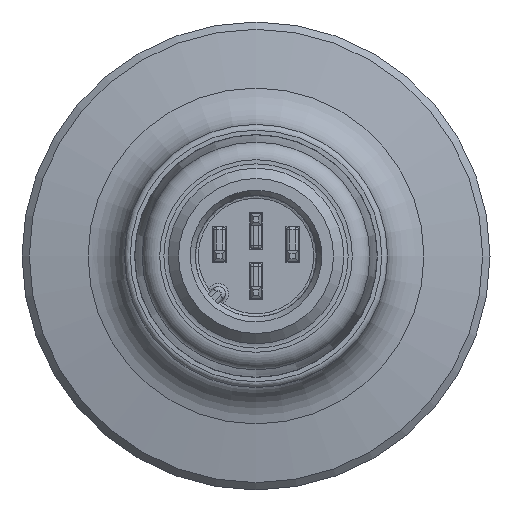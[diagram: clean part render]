
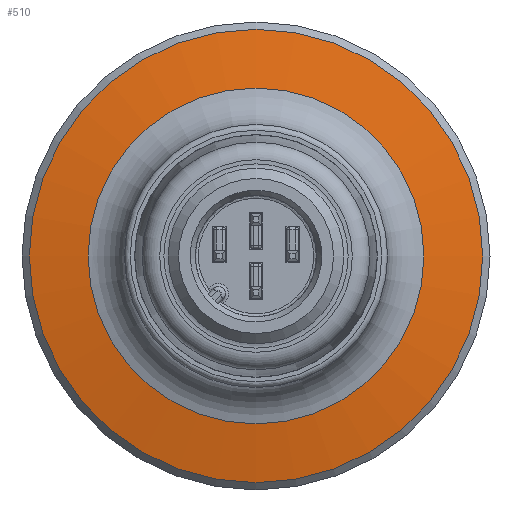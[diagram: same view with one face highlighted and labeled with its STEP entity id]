
A CAD part, front view. The second image highlights one B-rep face of the part: STEP entity #510.
In plain terms, the highlighted conical face has half-angle 80 degrees and reference radius 15.5 mm.
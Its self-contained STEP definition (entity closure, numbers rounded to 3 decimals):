
#510 = ADVANCED_FACE( '', ( #1125, #1126 ), #1127, .T. );
#1125 = FACE_BOUND( '', #1841, .T. );
#1126 = FACE_OUTER_BOUND( '', #1842, .T. );
#1127 = CONICAL_SURFACE( '', #1843, 15.5, 1.396 );
#1841 = EDGE_LOOP( '', ( #3247 ) );
#1842 = EDGE_LOOP( '', ( #3248 ) );
#1843 = AXIS2_PLACEMENT_3D( '', #3249, #3250, #3251 );
#3247 = ORIENTED_EDGE( '', *, *, #3756, .F. );
#3248 = ORIENTED_EDGE( '', *, *, #3849, .T. );
#3249 = CARTESIAN_POINT( '', ( 0., -90.7, 0. ) );
#3250 = DIRECTION( '', ( 0., 1., 0. ) );
#3251 = DIRECTION( '', ( 1., 0., 0. ) );
#3756 = EDGE_CURVE( '', #4415, #4415, #4416, .T. );
#3849 = EDGE_CURVE( '', #4575, #4575, #4576, .F. );
#4415 = VERTEX_POINT( '', #5491 );
#4416 = CIRCLE( '', #5492, 11.479 );
#4575 = VERTEX_POINT( '', #5702 );
#4576 = CIRCLE( '', #5703, 15.5 );
#5491 = CARTESIAN_POINT( '', ( -11.479, -91.409, 0. ) );
#5492 = AXIS2_PLACEMENT_3D( '', #6748, #6749, #6750 );
#5702 = CARTESIAN_POINT( '', ( 15.5, -90.7, 0. ) );
#5703 = AXIS2_PLACEMENT_3D( '', #6871, #6872, #6873 );
#6748 = CARTESIAN_POINT( '', ( 0., -91.409, 0. ) );
#6749 = DIRECTION( '', ( 0., -1., 0. ) );
#6750 = DIRECTION( '', ( -1., 0., 0. ) );
#6871 = CARTESIAN_POINT( '', ( 0., -90.7, 0. ) );
#6872 = DIRECTION( '', ( 0., 1., 0. ) );
#6873 = DIRECTION( '', ( 1., 0., 0. ) );
